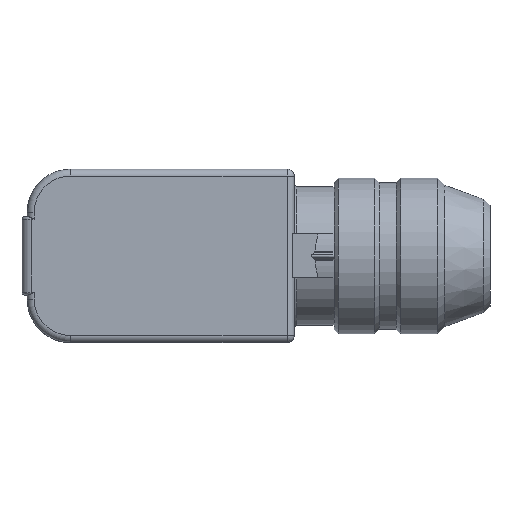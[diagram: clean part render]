
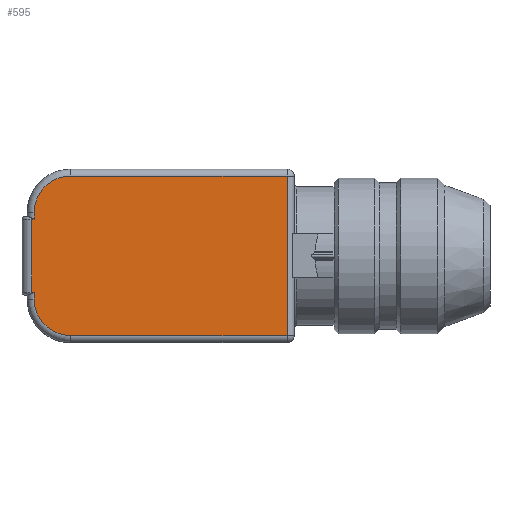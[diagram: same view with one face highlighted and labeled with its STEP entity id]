
A CAD part, top view. The second image highlights one B-rep face of the part: STEP entity #595.
In plain terms, the highlighted planar face has unit normal (0, 0, 1).
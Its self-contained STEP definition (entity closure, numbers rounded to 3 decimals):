
#416=CIRCLE('',#4195,4.2);
#417=CIRCLE('',#4196,4.2);
#595=ADVANCED_FACE('',(#939),#829,.T.);
#829=PLANE('',#4197);
#939=FACE_OUTER_BOUND('',#1177,.T.);
#1177=EDGE_LOOP('',(#1567,#1568,#1569,#1570,#1571,#1572,#1573,#1574,#1575,
#1576));
#1567=ORIENTED_EDGE('',*,*,#3053,.T.);
#1568=ORIENTED_EDGE('',*,*,#3054,.T.);
#1569=ORIENTED_EDGE('',*,*,#3055,.T.);
#1570=ORIENTED_EDGE('',*,*,#3056,.T.);
#1571=ORIENTED_EDGE('',*,*,#3057,.T.);
#1572=ORIENTED_EDGE('',*,*,#3058,.F.);
#1573=ORIENTED_EDGE('',*,*,#3059,.T.);
#1574=ORIENTED_EDGE('',*,*,#3060,.T.);
#1575=ORIENTED_EDGE('',*,*,#3061,.T.);
#1576=ORIENTED_EDGE('',*,*,#3062,.T.);
#2674=VERTEX_POINT('',#6055);
#2675=VERTEX_POINT('',#6056);
#2676=VERTEX_POINT('',#6058);
#2677=VERTEX_POINT('',#6060);
#2678=VERTEX_POINT('',#6062);
#2679=VERTEX_POINT('',#6064);
#2680=VERTEX_POINT('',#6066);
#2681=VERTEX_POINT('',#6068);
#2682=VERTEX_POINT('',#6070);
#2683=VERTEX_POINT('',#6072);
#3053=EDGE_CURVE('',#2674,#2675,#3574,.T.);
#3054=EDGE_CURVE('',#2675,#2676,#3575,.T.);
#3055=EDGE_CURVE('',#2676,#2677,#3576,.T.);
#3056=EDGE_CURVE('',#2677,#2678,#416,.T.);
#3057=EDGE_CURVE('',#2678,#2679,#3577,.T.);
#3058=EDGE_CURVE('',#2680,#2679,#3578,.T.);
#3059=EDGE_CURVE('',#2680,#2681,#3579,.T.);
#3060=EDGE_CURVE('',#2681,#2682,#417,.T.);
#3061=EDGE_CURVE('',#2682,#2683,#3580,.T.);
#3062=EDGE_CURVE('',#2683,#2674,#3581,.T.);
#3574=LINE('',#6054,#3889);
#3575=LINE('',#6057,#3890);
#3576=LINE('',#6059,#3891);
#3577=LINE('',#6063,#3892);
#3578=LINE('',#6065,#3893);
#3579=LINE('',#6067,#3894);
#3580=LINE('',#6071,#3895);
#3581=LINE('',#6073,#3896);
#3889=VECTOR('',#4783,1.);
#3890=VECTOR('',#4784,1.);
#3891=VECTOR('',#4785,1.);
#3892=VECTOR('',#4788,1.);
#3893=VECTOR('',#4789,1.);
#3894=VECTOR('',#4790,1.);
#3895=VECTOR('',#4793,1.);
#3896=VECTOR('',#4794,1.);
#4195=AXIS2_PLACEMENT_3D('',#6061,#4786,#4787);
#4196=AXIS2_PLACEMENT_3D('',#6069,#4791,#4792);
#4197=AXIS2_PLACEMENT_3D('',#6074,#4795,#4796);
#4783=DIRECTION('',(0.,-1.,0.));
#4784=DIRECTION('',(1.,0.,0.));
#4785=DIRECTION('',(0.,-1.,0.));
#4786=DIRECTION('',(0.,0.,1.));
#4787=DIRECTION('',(-1.,0.,0.));
#4788=DIRECTION('',(1.,0.,0.));
#4789=DIRECTION('',(0.,-1.,0.));
#4790=DIRECTION('',(-1.,0.,0.));
#4791=DIRECTION('',(0.,0.,1.));
#4792=DIRECTION('',(-1.,0.,0.));
#4793=DIRECTION('',(0.,-1.,0.));
#4794=DIRECTION('',(-1.,0.,0.));
#4795=DIRECTION('',(0.,0.,1.));
#4796=DIRECTION('',(-1.,0.,0.));
#6054=CARTESIAN_POINT('',(-30.3,-4.5,10.7));
#6055=CARTESIAN_POINT('',(-30.3,4.2,10.7));
#6056=CARTESIAN_POINT('',(-30.3,-4.2,10.7));
#6057=CARTESIAN_POINT('',(-29.7,-4.2,10.7));
#6058=CARTESIAN_POINT('',(-30.,-4.2,10.7));
#6059=CARTESIAN_POINT('',(-30.,-5.,10.7));
#6060=CARTESIAN_POINT('',(-30.,-5.,10.7));
#6061=CARTESIAN_POINT('',(-25.8,-5.,10.7));
#6062=CARTESIAN_POINT('',(-25.8,-9.2,10.7));
#6063=CARTESIAN_POINT('',(-10.4,-9.2,10.7));
#6064=CARTESIAN_POINT('',(-0.8,-9.2,10.7));
#6065=CARTESIAN_POINT('',(-0.8,2.55,10.7));
#6066=CARTESIAN_POINT('',(-0.8,9.2,10.7));
#6067=CARTESIAN_POINT('',(-10.4,9.2,10.7));
#6068=CARTESIAN_POINT('',(-25.8,9.2,10.7));
#6069=CARTESIAN_POINT('',(-25.8,5.,10.7));
#6070=CARTESIAN_POINT('',(-30.,5.,10.7));
#6071=CARTESIAN_POINT('',(-30.,-5.,10.7));
#6072=CARTESIAN_POINT('',(-30.,4.2,10.7));
#6073=CARTESIAN_POINT('',(-29.7,4.2,10.7));
#6074=CARTESIAN_POINT('',(-29.7,-4.5,10.7));
